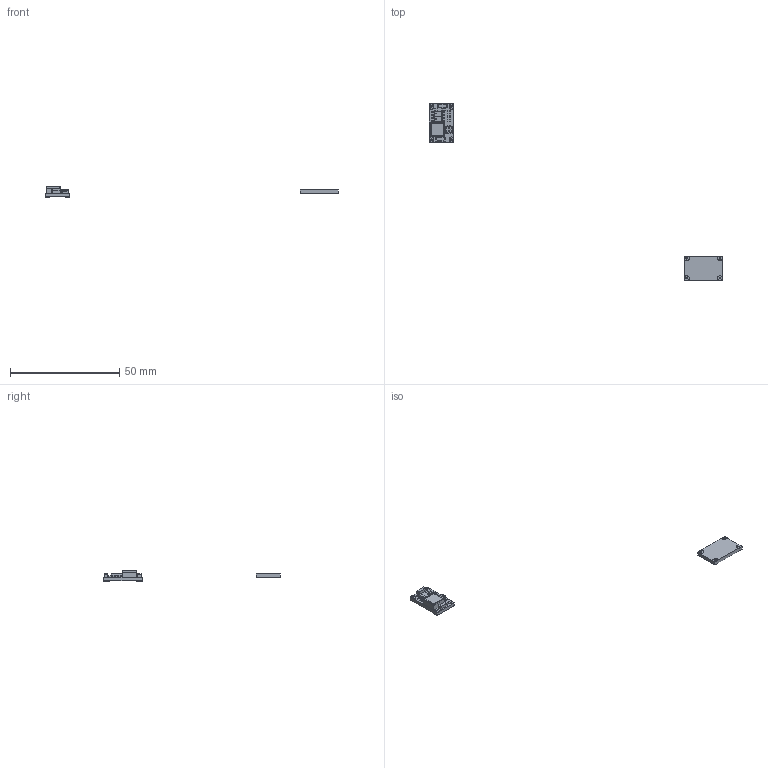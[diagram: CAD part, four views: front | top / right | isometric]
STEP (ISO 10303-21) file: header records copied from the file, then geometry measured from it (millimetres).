
FILE_DESCRIPTION(('FreeCAD Model'),'2;1');
FILE_NAME('Open CASCADE Shape Model','2024-09-03T18:29:49',(''),(''), 'Open CASCADE STEP processor 7.6','FreeCAD','Unknown');
FILE_SCHEMA(('AUTOMOTIVE_DESIGN { 1 0 10303 214 1 1 1 1 }'));
Length unit declared in the file: millimetre
Products named in the file (42): mini360_test; C_0603_1608Metric; R_0603_1608Metric; R_0603_1608Metric001; R_0603_1608Metric002; C_0603_1608Metric001; C_0603_1608Metric002; C_1806_4516Metric001; mini360_pad_1; mini360_pad_2; mini360_pad_3; mini360_pad_4; mini360_pad_5; mini360_pad_6; mini360_pad_7; mini360_pad_8; mini360_pad_9; mini360_pad_10; mini360_pad_11; mini360_pad_12; mini360_PCB; mini360-pcb; C_1806_4516Metric; EVM-3E; Cube; 729b0bae-9266-11ed-9e62-a0cec80452fd_part; 729b0bae-9266-11ed-9e62-a0cec80452fd; 729b0e92-9266-11ed-9e62-a0cec80452fd_part; 729b0e92-9266-11ed-9e62-a0cec80452fd_part001; 729b0e92-9266-11ed-9e62-a0cec80452fd_part002; 729b0e92-9266-11ed-9e62-a0cec80452fd_part003; 729b0e92-9266-11ed-9e62-a0cec80452fd_part004; 729b0e92-9266-11ed-9e62-a0cec80452fd_part005; 729b0e92-9266-11ed-9e62-a0cec80452fd_part006; 729b0e92-9266-11ed-9e62-a0cec80452fd_part007; 729b0e92-9266-11ed-9e62-a0cec80452fd_part008; 729b0e92-9266-11ed-9e62-a0cec80452fd; 729b1108-9266-11ed-9e62-a0cec80452fd_part; 729b1108-9266-11ed-9e62-a0cec80452fd; 729b06ae-9266-11ed-9e62-a0cec80452fd ...
Assembly tree (69 placements, depth 6):
  mini360_test
    C_0603_1608Metric
    R_0603_1608Metric
    R_0603_1608Metric001
    R_0603_1608Metric002
    C_0603_1608Metric001
    C_0603_1608Metric002
    C_1806_4516Metric001
    mini360_pad_1
    mini360_pad_2
    mini360_pad_3
    mini360_pad_4
    mini360_pad_5
    mini360_pad_6
    mini360_pad_7
    mini360_pad_8
    mini360_pad_9
    mini360_pad_10
    mini360_pad_11
    mini360_pad_12
    mini360_PCB
    mini360-pcb
      mini360_pad_1
      mini360_pad_2
      mini360_pad_3
      mini360_pad_4
      mini360_pad_5
      mini360_pad_6
      mini360_pad_7
      mini360_pad_8
      mini360_pad_9
      mini360_pad_10
      mini360_pad_11
      mini360_pad_12
      mini360_PCB
    C_1806_4516Metric
    EVM-3E
    Cube
    729b0bae-9266-11ed-9e62-a0cec80452fd_part
    729b0bae-9266-11ed-9e62-a0cec80452fd
      729b0bae-9266-11ed-9e62-a0cec80452fd_part
    729b0e92-9266-11ed-9e62-a0cec80452fd_part
    729b0e92-9266-11ed-9e62-a0cec80452fd_part001
    729b0e92-9266-11ed-9e62-a0cec80452fd_part002
    729b0e92-9266-11ed-9e62-a0cec80452fd_part003
    729b0e92-9266-11ed-9e62-a0cec80452fd_part004
    729b0e92-9266-11ed-9e62-a0cec80452fd_part005
    729b0e92-9266-11ed-9e62-a0cec80452fd_part006
    729b0e92-9266-11ed-9e62-a0cec80452fd_part007
    729b0e92-9266-11ed-9e62-a0cec80452fd_part008
      729b0e92-9266-11ed-9e62-a0cec80452fd_part
      729b0e92-9266-11ed-9e62-a0cec80452fd_part001
      729b0e92-9266-11ed-9e62-a0cec80452fd_part002
      729b0e92-9266-11ed-9e62-a0cec80452fd_part003
      729b0e92-9266-11ed-9e62-a0cec80452fd_part004
      729b0e92-9266-11ed-9e62-a0cec80452fd_part005
      729b0e92-9266-11ed-9e62-a0cec80452fd_part006
      729b0e92-9266-11ed-9e62-a0cec80452fd_part007
    729b0e92-9266-11ed-9e62-a0cec80452fd
      729b0e92-9266-11ed-9e62-a0cec80452fd_part008
Bounding box: 134.44 x 80.94 x 4.63 mm (x, y, z)
Volume: 1043.5 mm3; surface area: 2013.3 mm2
Topology: 85 solids, 85 shells, 1965 faces, 5141 edges, 3357 vertices
Faces by surface type: plane 1543, cylinder 323, bspline 90, cone 5, sphere 4
Full cylindrical faces by diameter (mm): 0.4 x8, 0.712 x24, 0.762 x16
Entity records: 31858 total; most frequent: CARTESIAN_POINT 6261, ORIENTED_EDGE 4862, DIRECTION 4537, EDGE_CURVE 2431, LINE 1967, VECTOR 1967, VERTEX_POINT 1593, AXIS2_PLACEMENT_3D 1285
